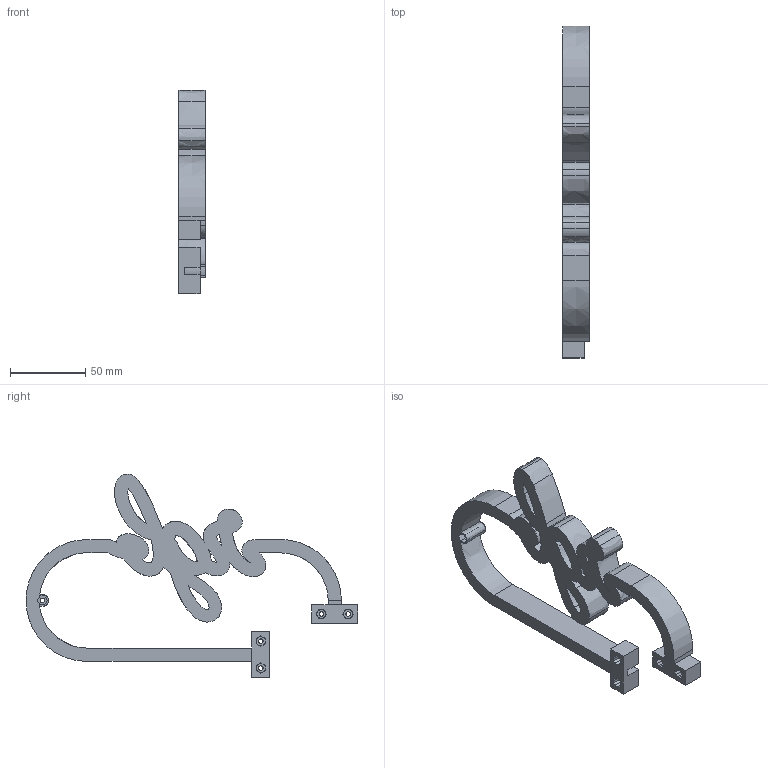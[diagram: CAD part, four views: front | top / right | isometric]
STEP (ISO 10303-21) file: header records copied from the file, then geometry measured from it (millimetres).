
FILE_DESCRIPTION(('CATIA V5 STEP Exchange'),'2;1');
FILE_NAME('RGB_Case.stp','2019-07-08T09:36:02+00:00',('none'),('none'),'CATIA Version 5 Release 21 GA (IN-10)','CATIA V5 STEP AP203','none');
FILE_SCHEMA(('CONFIG_CONTROL_DESIGN'));
Length unit declared in the file: millimetre
Products named in the file (1): RGB_Case
Bounding box: 17.7 x 220.01 x 135.04 mm (x, y, z)
Volume: 71184 mm3; surface area: 126271.8 mm2
Topology: 1 solids, 2 shells, 1038 faces, 2934 edges, 1920 vertices
Faces by surface type: extrusion 582, plane 366, cylinder 82, bspline 8
Entity records: 30937 total; most frequent: CARTESIAN_POINT 13477, ORIENTED_EDGE 5868, DIRECTION 1625, EDGE_CURVE 1467, VECTOR 1281, B_SPLINE_CURVE_WITH_KNOTS 1259, EDGE_LOOP 1098, ADVANCED_FACE 1038
